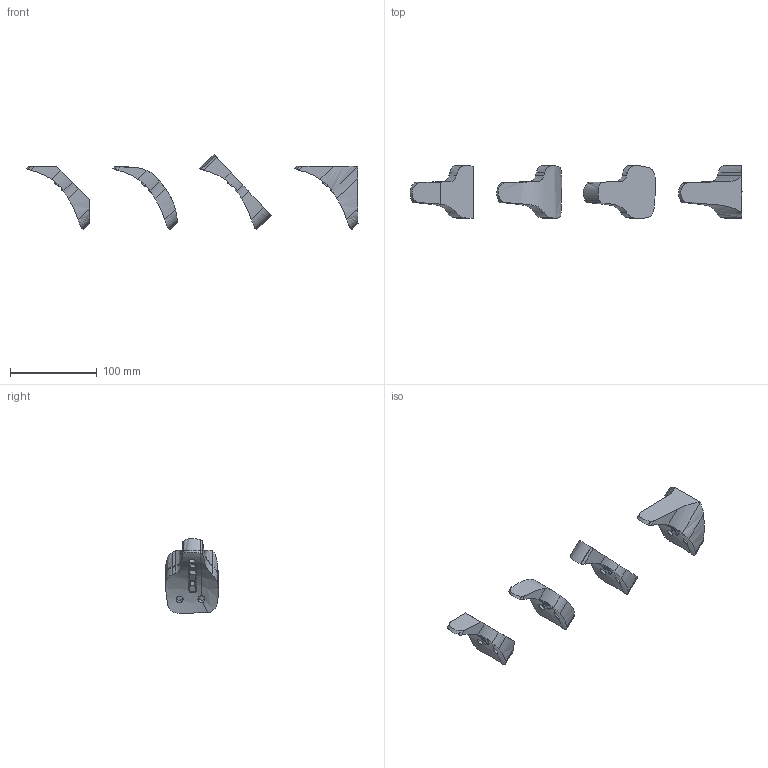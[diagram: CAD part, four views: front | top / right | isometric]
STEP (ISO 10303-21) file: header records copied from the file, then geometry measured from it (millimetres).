
FILE_DESCRIPTION(/* description */ (''),/* implementation_level */ '2;1');
FILE_NAME(/* name */ '7c041e88-4d69-4f1a-990d-0e482fd65205.stp',/* time_stamp */ '2019-09-10T17:10:59-06:00',/* author */ ('sridharPR5JY'),/* organization */ (''),/* preprocessor_version */ 'ST-DEVELOPER v18',/* originating_system */ 'Autodesk Translation Framework v8.2.0.1029',/* authorisation */ '');
FILE_SCHEMA (('AUTOMOTIVE_DESIGN { 1 0 10303 214 3 1 1 }'));
Products named in the file (1): ANTENNA_ATTACHMENTS
Bounding box: 383.22 x 60.74 x 86.5 mm (x, y, z)
Volume: 237208.6 mm3; surface area: 54762.1 mm2
Topology: 4 solids, 4 shells, 407 faces, 969 edges, 590 vertices
Faces by surface type: bspline 285, plane 62, cylinder 60
Full cylindrical faces by diameter (mm): 8 x12
Entity records: 32502 total; most frequent: CARTESIAN_POINT 24724, ORIENTED_EDGE 1938, DIRECTION 1127, EDGE_CURVE 969, VERTEX_POINT 590, AXIS2_PLACEMENT_3D 463, B_SPLINE_CURVE_WITH_KNOTS 428, EDGE_LOOP 427
